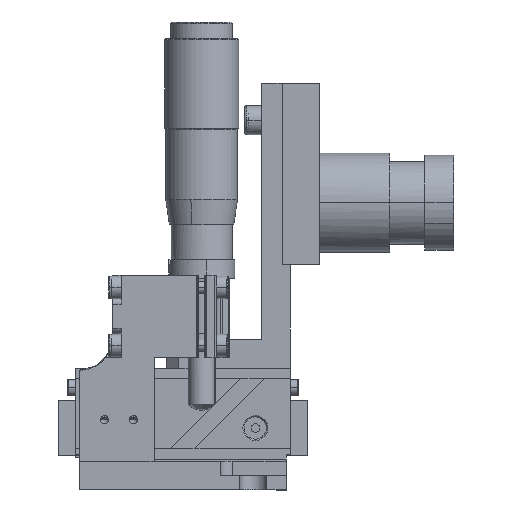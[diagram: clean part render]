
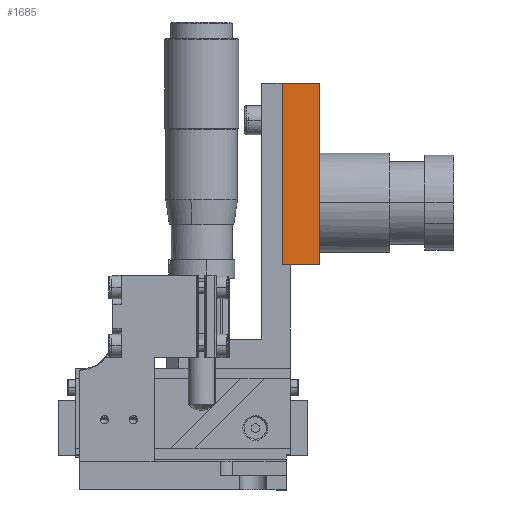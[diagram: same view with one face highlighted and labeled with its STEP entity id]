
A CAD part, left-side view. The second image highlights one B-rep face of the part: STEP entity #1685.
In plain terms, the highlighted free-form (B-spline) face has degree [1, 1] with [2, 2] control points.
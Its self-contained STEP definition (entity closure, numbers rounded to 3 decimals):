
#340=B_SPLINE_SURFACE_WITH_KNOTS('',1,1,((#44241,#44242),(#44243,#44244)),
 .UNSPECIFIED.,.F.,.F.,.F.,(2,2),(2,2),(-26.521,26.521),
(18.953,21.297),.UNSPECIFIED.);
#341=B_SPLINE_SURFACE_WITH_KNOTS('',1,1,((#44245,#44246),(#44247,#44248)),
 .UNSPECIFIED.,.F.,.F.,.F.,(2,2),(2,2),(-25.322,25.322),
(-26.521,26.521),.UNSPECIFIED.);
#343=B_SPLINE_SURFACE_WITH_KNOTS('',1,1,((#44253,#44254),(#44255,#44256)),
 .UNSPECIFIED.,.F.,.F.,.F.,(2,2),(2,2),(-4.328,46.33),
(-1.054,10.054),.UNSPECIFIED.);
#344=B_SPLINE_SURFACE_WITH_KNOTS('',1,1,((#44257,#44258),(#44259,#44260)),
 .UNSPECIFIED.,.F.,.F.,.F.,(2,2),(2,2),(-4.52,48.522),
(-1.02,10.02),.UNSPECIFIED.);
#346=B_SPLINE_SURFACE_WITH_KNOTS('',1,1,((#44337,#44338),(#44339,#44340)),
 .UNSPECIFIED.,.F.,.F.,.F.,(2,2),(2,2),(-4.328,46.33),
(-1.054,10.054),.UNSPECIFIED.);
#1685=ADVANCED_FACE('',(#2673),#344,.T.);
#2673=FACE_OUTER_BOUND('',#3746,.T.);
#3746=EDGE_LOOP('',(#7083,#7084,#7085,#7086));
#7083=ORIENTED_EDGE('',*,*,#26448,.F.);
#7084=ORIENTED_EDGE('',*,*,#26470,.T.);
#7085=ORIENTED_EDGE('',*,*,#26453,.F.);
#7086=ORIENTED_EDGE('',*,*,#26466,.F.);
#14319=PCURVE('',#340,#19609);
#14324=PCURVE('',#341,#19614);
#14339=PCURVE('',#343,#19629);
#14345=PCURVE('',#344,#19635);
#14346=PCURVE('',#344,#19636);
#14347=PCURVE('',#344,#19637);
#14348=PCURVE('',#344,#19638);
#14377=PCURVE('',#346,#19667);
#19609=DEFINITIONAL_REPRESENTATION('',(#30947),#78139);
#19614=DEFINITIONAL_REPRESENTATION('',(#30957),#78139);
#19629=DEFINITIONAL_REPRESENTATION('',(#30971),#78139);
#19635=DEFINITIONAL_REPRESENTATION('',(#30980),#78139);
#19636=DEFINITIONAL_REPRESENTATION('',(#30982),#78139);
#19637=DEFINITIONAL_REPRESENTATION('',(#30983),#78139);
#19638=DEFINITIONAL_REPRESENTATION('',(#30984),#78139);
#19667=DEFINITIONAL_REPRESENTATION('',(#31023),#78139);
#23669=SURFACE_CURVE('',#30946,(#14319,#14345),.PCURVE_S1.);
#23674=SURFACE_CURVE('',#30956,(#14324,#14347),.PCURVE_S1.);
#23687=SURFACE_CURVE('',#30970,(#14339,#14348),.PCURVE_S1.);
#23691=SURFACE_CURVE('',#30981,(#14346,#14377),.PCURVE_S1.);
#26448=EDGE_CURVE('',#34834,#34835,#23669,.T.);
#26453=EDGE_CURVE('',#34838,#34839,#23674,.T.);
#26466=EDGE_CURVE('',#34835,#34838,#23687,.T.);
#26470=EDGE_CURVE('',#34834,#34839,#23691,.T.);
#30946=B_SPLINE_CURVE_WITH_KNOTS('',1,(#58030,#58031),.UNSPECIFIED.,.F.,
 .F.,(2,2),(-44.002,0.),.UNSPECIFIED.);
#30947=B_SPLINE_CURVE_WITH_KNOTS('',1,(#58032,#58033),.UNSPECIFIED.,.F.,
 .F.,(2,2),(-44.002,0.),.UNSPECIFIED.);
#30956=B_SPLINE_CURVE_WITH_KNOTS('',1,(#58050,#58051),.UNSPECIFIED.,.F.,
 .F.,(2,2),(0.,44.002),.UNSPECIFIED.);
#30957=B_SPLINE_CURVE_WITH_KNOTS('',1,(#58052,#58053),.UNSPECIFIED.,.F.,
 .F.,(2,2),(0.,44.002),.UNSPECIFIED.);
#30970=B_SPLINE_CURVE_WITH_KNOTS('',1,(#58140,#58141),.UNSPECIFIED.,.F.,
 .F.,(2,2),(0.,9.),.UNSPECIFIED.);
#30971=B_SPLINE_CURVE_WITH_KNOTS('',1,(#58142,#58143),.UNSPECIFIED.,.F.,
 .F.,(2,2),(0.,9.),.UNSPECIFIED.);
#30980=B_SPLINE_CURVE_WITH_KNOTS('',1,(#58160,#58161),.UNSPECIFIED.,.F.,
 .F.,(2,2),(-44.002,0.),.UNSPECIFIED.);
#30981=B_SPLINE_CURVE_WITH_KNOTS('',1,(#58162,#58163),.UNSPECIFIED.,.F.,
 .F.,(2,2),(0.,9.),.UNSPECIFIED.);
#30982=B_SPLINE_CURVE_WITH_KNOTS('',1,(#58164,#58165),.UNSPECIFIED.,.F.,
 .F.,(2,2),(0.,9.),.UNSPECIFIED.);
#30983=B_SPLINE_CURVE_WITH_KNOTS('',1,(#58166,#58167),.UNSPECIFIED.,.F.,
 .F.,(2,2),(0.,44.002),.UNSPECIFIED.);
#30984=B_SPLINE_CURVE_WITH_KNOTS('',1,(#58168,#58169),.UNSPECIFIED.,.F.,
 .F.,(2,2),(0.,9.),.UNSPECIFIED.);
#31023=B_SPLINE_CURVE_WITH_KNOTS('',1,(#58246,#58247),.UNSPECIFIED.,.F.,
 .F.,(2,2),(0.,9.),.UNSPECIFIED.);
#34834=VERTEX_POINT('',#46635);
#34835=VERTEX_POINT('',#46636);
#34838=VERTEX_POINT('',#46639);
#34839=VERTEX_POINT('',#46640);
#44241=CARTESIAN_POINT('',(176.172,-32.956,-31.074));
#44242=CARTESIAN_POINT('',(173.829,-32.956,-31.075));
#44243=CARTESIAN_POINT('',(176.172,20.086,-31.074));
#44244=CARTESIAN_POINT('',(173.829,20.086,-31.075));
#44245=CARTESIAN_POINT('',(220.453,-32.956,-40.044));
#44246=CARTESIAN_POINT('',(220.453,20.086,-40.044));
#44247=CARTESIAN_POINT('',(169.81,-32.956,-40.078));
#44248=CARTESIAN_POINT('',(169.81,20.086,-40.078));
#44253=CARTESIAN_POINT('',(220.454,-28.436,-29.99));
#44254=CARTESIAN_POINT('',(220.461,-28.436,-41.098));
#44255=CARTESIAN_POINT('',(169.796,-28.436,-30.024));
#44256=CARTESIAN_POINT('',(169.803,-28.436,-41.132));
#44257=CARTESIAN_POINT('',(174.123,-32.956,-30.055));
#44258=CARTESIAN_POINT('',(174.131,-32.956,-41.095));
#44259=CARTESIAN_POINT('',(174.123,20.086,-30.055));
#44260=CARTESIAN_POINT('',(174.131,20.086,-41.095));
#44337=CARTESIAN_POINT('',(169.796,15.566,-30.024));
#44338=CARTESIAN_POINT('',(169.803,15.566,-41.132));
#44339=CARTESIAN_POINT('',(220.454,15.566,-29.99));
#44340=CARTESIAN_POINT('',(220.461,15.566,-41.098));
#46635=CARTESIAN_POINT('',(174.124,15.566,-31.075));
#46636=CARTESIAN_POINT('',(174.124,-28.436,-31.075));
#46639=CARTESIAN_POINT('',(174.13,-28.436,-40.075));
#46640=CARTESIAN_POINT('',(174.13,15.566,-40.075));
#58030=CARTESIAN_POINT('',(174.124,15.566,-31.075));
#58031=CARTESIAN_POINT('',(174.124,-28.436,-31.075));
#58032=CARTESIAN_POINT('',(22.001,21.001));
#58033=CARTESIAN_POINT('',(-22.001,21.001));
#58050=CARTESIAN_POINT('',(174.13,-28.436,-40.075));
#58051=CARTESIAN_POINT('',(174.13,15.566,-40.075));
#58052=CARTESIAN_POINT('',(21.001,-22.001));
#58053=CARTESIAN_POINT('',(21.001,22.001));
#58140=CARTESIAN_POINT('',(174.124,-28.436,-31.075));
#58141=CARTESIAN_POINT('',(174.13,-28.436,-40.075));
#58142=CARTESIAN_POINT('',(42.003,0.));
#58143=CARTESIAN_POINT('',(42.003,9.));
#58160=CARTESIAN_POINT('',(44.002,0.));
#58161=CARTESIAN_POINT('',(0.,0.));
#58162=CARTESIAN_POINT('',(174.124,15.566,-31.075));
#58163=CARTESIAN_POINT('',(174.13,15.566,-40.075));
#58164=CARTESIAN_POINT('',(44.002,0.));
#58165=CARTESIAN_POINT('',(44.002,9.));
#58166=CARTESIAN_POINT('',(0.,9.));
#58167=CARTESIAN_POINT('',(44.002,9.));
#58168=CARTESIAN_POINT('',(0.,0.));
#58169=CARTESIAN_POINT('',(0.,9.));
#58246=CARTESIAN_POINT('',(0.,0.));
#58247=CARTESIAN_POINT('',(0.,9.));
#78139=(
GEOMETRIC_REPRESENTATION_CONTEXT(2)
PARAMETRIC_REPRESENTATION_CONTEXT()
REPRESENTATION_CONTEXT('pspace','')
);
